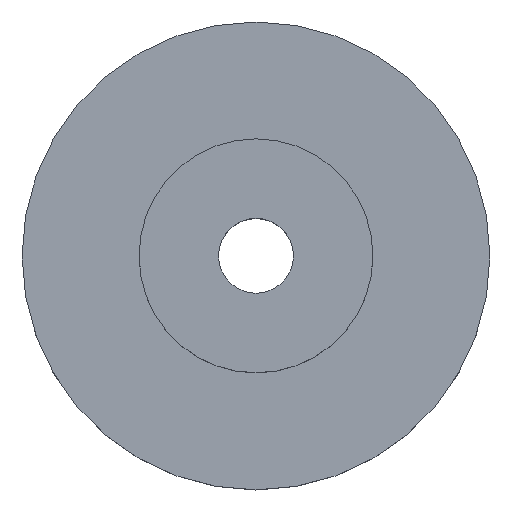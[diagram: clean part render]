
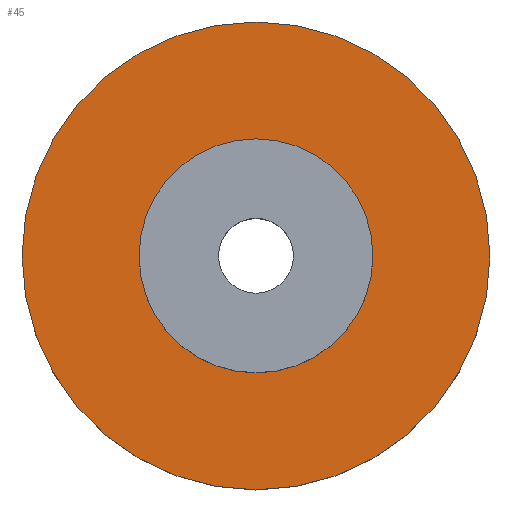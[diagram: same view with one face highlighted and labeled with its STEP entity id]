
A CAD part, top view. The second image highlights one B-rep face of the part: STEP entity #45.
In plain terms, the highlighted planar face has unit normal (0, 0, 1).
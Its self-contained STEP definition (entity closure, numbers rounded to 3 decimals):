
#45=ADVANCED_FACE('',(#54,#55),#51,.T.);
#51=PLANE('',#111);
#54=FACE_BOUND('',#66,.T.);
#55=FACE_BOUND('',#67,.T.);
#66=EDGE_LOOP('',(#78));
#67=EDGE_LOOP('',(#79));
#78=ORIENTED_EDGE('',*,*,#96,.F.);
#79=ORIENTED_EDGE('',*,*,#97,.F.);
#90=VERTEX_POINT('',#149);
#91=VERTEX_POINT('',#151);
#96=EDGE_CURVE('',#90,#90,#102,.T.);
#97=EDGE_CURVE('',#91,#91,#103,.T.);
#102=CIRCLE('',#109,5.);
#103=CIRCLE('',#110,10.);
#109=AXIS2_PLACEMENT_3D('',#148,#123,#124);
#110=AXIS2_PLACEMENT_3D('',#150,#125,#126);
#111=AXIS2_PLACEMENT_3D('',#152,#127,#128);
#123=DIRECTION('',(0.,0.,1.));
#124=DIRECTION('',(1.,0.,0.));
#125=DIRECTION('',(0.,0.,-1.));
#126=DIRECTION('',(1.,0.,0.));
#127=DIRECTION('',(0.,0.,1.));
#128=DIRECTION('',(1.,0.,0.));
#148=CARTESIAN_POINT('',(0.,0.,50.));
#149=CARTESIAN_POINT('',(5.,0.,50.));
#150=CARTESIAN_POINT('',(0.,0.,50.));
#151=CARTESIAN_POINT('',(10.,0.,50.));
#152=CARTESIAN_POINT('',(0.,0.,50.));
